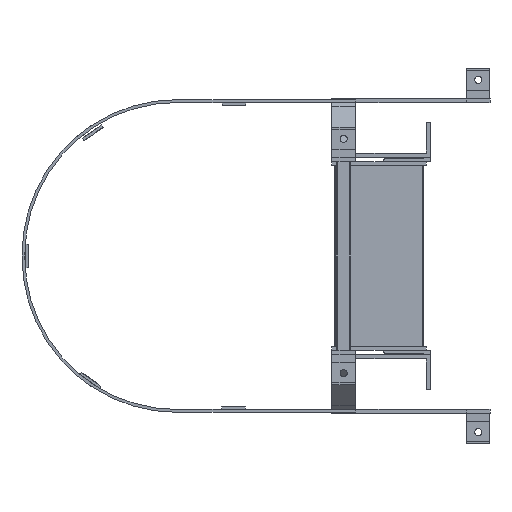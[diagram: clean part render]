
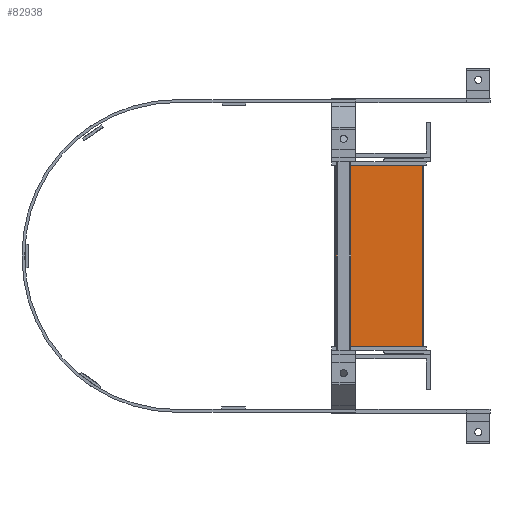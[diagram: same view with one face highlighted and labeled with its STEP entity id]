
A CAD part, left-side view. The second image highlights one B-rep face of the part: STEP entity #82938.
In plain terms, the highlighted planar face has unit normal (-1, 0, 0).
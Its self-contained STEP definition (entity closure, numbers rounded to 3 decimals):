
#82938 = ADVANCED_FACE('',(#82939),#82953,.T.);
#82939 = FACE_BOUND('',#82940,.T.);
#82940 = EDGE_LOOP('',(#82941,#82964,#82980,#82996));
#82941 = ORIENTED_EDGE('',*,*,#82942,.T.);
#82942 = EDGE_CURVE('',#82943,#82945,#82947,.T.);
#82943 = VERTEX_POINT('',#82944);
#82944 = CARTESIAN_POINT('',(117.,192.,-388.));
#82945 = VERTEX_POINT('',#82946);
#82946 = CARTESIAN_POINT('',(117.,8.,-388.));
#82947 = SURFACE_CURVE('',#82948,(#82952),.PCURVE_S1.);
#82948 = LINE('',#82949,#82950);
#82949 = CARTESIAN_POINT('',(117.,192.,-388.));
#82950 = VECTOR('',#82951,1.);
#82951 = DIRECTION('',(0.,-1.,0.));
#82952 = PCURVE('',#82953,#82958);
#82953 = PLANE('',#82954);
#82954 = AXIS2_PLACEMENT_3D('',#82955,#82956,#82957);
#82955 = CARTESIAN_POINT('',(117.,100.,-196.));
#82956 = DIRECTION('',(-1.,0.,0.));
#82957 = DIRECTION('',(0.,-1.,0.));
#82958 = DEFINITIONAL_REPRESENTATION('',(#82959),#82963);
#82959 = LINE('',#82960,#82961);
#82960 = CARTESIAN_POINT('',(-92.,-192.));
#82961 = VECTOR('',#82962,1.);
#82962 = DIRECTION('',(1.,0.));
#82963 = ( GEOMETRIC_REPRESENTATION_CONTEXT(2) 
PARAMETRIC_REPRESENTATION_CONTEXT() REPRESENTATION_CONTEXT('2D SPACE',''
  ) );
#82964 = ORIENTED_EDGE('',*,*,#82965,.F.);
#82965 = EDGE_CURVE('',#82966,#82945,#82968,.T.);
#82966 = VERTEX_POINT('',#82967);
#82967 = CARTESIAN_POINT('',(117.,8.,-4.));
#82968 = SURFACE_CURVE('',#82969,(#82973),.PCURVE_S1.);
#82969 = LINE('',#82970,#82971);
#82970 = CARTESIAN_POINT('',(117.,8.,-4.));
#82971 = VECTOR('',#82972,1.);
#82972 = DIRECTION('',(0.,0.,-1.));
#82973 = PCURVE('',#82953,#82974);
#82974 = DEFINITIONAL_REPRESENTATION('',(#82975),#82979);
#82975 = LINE('',#82976,#82977);
#82976 = CARTESIAN_POINT('',(92.,192.));
#82977 = VECTOR('',#82978,1.);
#82978 = DIRECTION('',(0.,-1.));
#82979 = ( GEOMETRIC_REPRESENTATION_CONTEXT(2) 
PARAMETRIC_REPRESENTATION_CONTEXT() REPRESENTATION_CONTEXT('2D SPACE',''
  ) );
#82980 = ORIENTED_EDGE('',*,*,#82981,.F.);
#82981 = EDGE_CURVE('',#82982,#82966,#82984,.T.);
#82982 = VERTEX_POINT('',#82983);
#82983 = CARTESIAN_POINT('',(117.,192.,-4.));
#82984 = SURFACE_CURVE('',#82985,(#82989),.PCURVE_S1.);
#82985 = LINE('',#82986,#82987);
#82986 = CARTESIAN_POINT('',(117.,192.,-4.));
#82987 = VECTOR('',#82988,1.);
#82988 = DIRECTION('',(0.,-1.,0.));
#82989 = PCURVE('',#82953,#82990);
#82990 = DEFINITIONAL_REPRESENTATION('',(#82991),#82995);
#82991 = LINE('',#82992,#82993);
#82992 = CARTESIAN_POINT('',(-92.,192.));
#82993 = VECTOR('',#82994,1.);
#82994 = DIRECTION('',(1.,0.));
#82995 = ( GEOMETRIC_REPRESENTATION_CONTEXT(2) 
PARAMETRIC_REPRESENTATION_CONTEXT() REPRESENTATION_CONTEXT('2D SPACE',''
  ) );
#82996 = ORIENTED_EDGE('',*,*,#82997,.T.);
#82997 = EDGE_CURVE('',#82982,#82943,#82998,.T.);
#82998 = SURFACE_CURVE('',#82999,(#83003),.PCURVE_S1.);
#82999 = LINE('',#83000,#83001);
#83000 = CARTESIAN_POINT('',(117.,192.,-4.));
#83001 = VECTOR('',#83002,1.);
#83002 = DIRECTION('',(0.,0.,-1.));
#83003 = PCURVE('',#82953,#83004);
#83004 = DEFINITIONAL_REPRESENTATION('',(#83005),#83009);
#83005 = LINE('',#83006,#83007);
#83006 = CARTESIAN_POINT('',(-92.,192.));
#83007 = VECTOR('',#83008,1.);
#83008 = DIRECTION('',(0.,-1.));
#83009 = ( GEOMETRIC_REPRESENTATION_CONTEXT(2) 
PARAMETRIC_REPRESENTATION_CONTEXT() REPRESENTATION_CONTEXT('2D SPACE',''
  ) );
